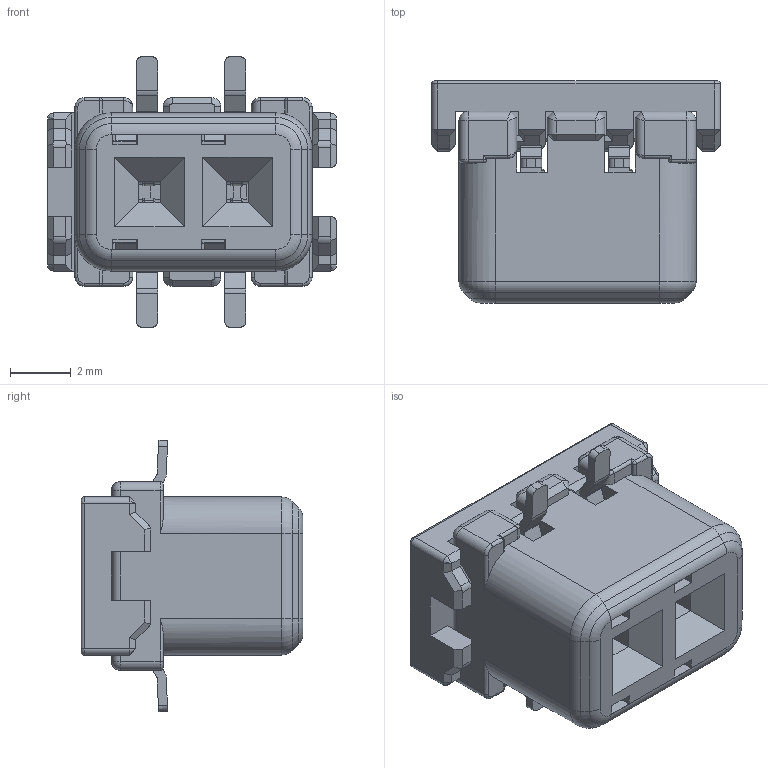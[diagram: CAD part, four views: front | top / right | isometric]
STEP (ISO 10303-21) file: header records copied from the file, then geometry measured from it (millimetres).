
FILE_DESCRIPTION (( 'STEP AP203' ), '1' );
FILE_NAME ('025_BTP_SMT_02F_V_ASSY_revD_Cµµ.STEP', '2022-07-19T01:44:01', ( '' ), ( '' ), 'SwSTEP 2.0', 'SolidWorks 2020', '' );
FILE_SCHEMA (( 'CONFIG_CONTROL_DESIGN' ));
Length unit declared in the file: millimetre
Products named in the file (4): 025_SMT_F_V_TML_REVC_澗お煎 檣и 熱薑匐饜; 025_BTP_SMT_F_V_COVER_revB_220207; 025_BTP_SMT_02F_V_HSG_revB_210614; 025_BTP_SMT_02F_V_ASSY_revD_C紫
Assembly tree (4 placements, depth 2):
  025_BTP_SMT_02F_V_ASSY_revD_C紫
    025_BTP_SMT_02F_V_HSG_revB_210614
    025_SMT_F_V_TML_REVC_澗お煎 檣и 熱薑匐饜  x2
    025_BTP_SMT_F_V_COVER_revB_220207
Bounding box: 9.5 x 7.3 x 8.93 mm (x, y, z)
Volume: 251 mm3; surface area: 722.5 mm2
Topology: 4 solids, 4 shells, 1030 faces, 2782 edges, 1756 vertices
Faces by surface type: plane 612, cylinder 272, bspline 60, torus 54, sphere 20, cone 12
Entity records: 26957 total; most frequent: CARTESIAN_POINT 6899, ORIENTED_EDGE 4254, DIRECTION 3867, EDGE_CURVE 2127, LINE 1611, VECTOR 1611, VERTEX_POINT 1340, AXIS2_PLACEMENT_3D 1128
